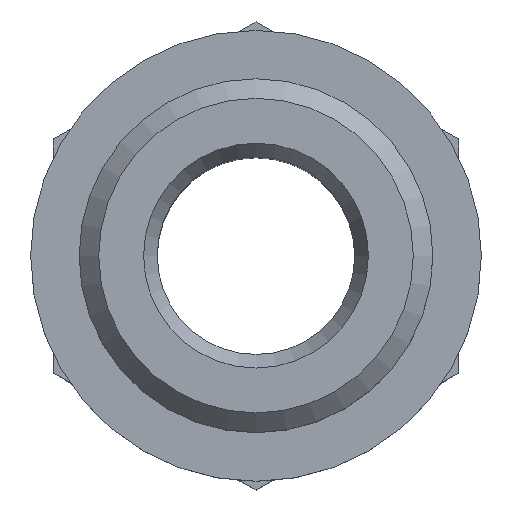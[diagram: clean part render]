
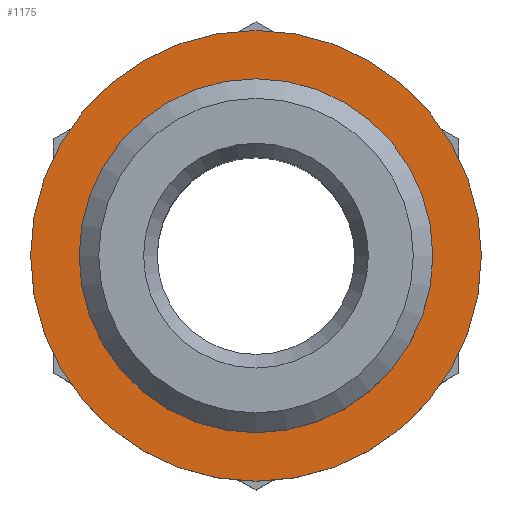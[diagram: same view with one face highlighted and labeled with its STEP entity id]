
A CAD part, top view. The second image highlights one B-rep face of the part: STEP entity #1175.
In plain terms, the highlighted planar face has unit normal (0, 0, 1).
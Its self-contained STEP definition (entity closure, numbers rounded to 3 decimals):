
#45=PLANE('',#1279);
#154=CIRCLE('',#1278,10.478);
#155=CIRCLE('',#1280,13.35);
#333=ORIENTED_EDGE('',*,*,#443,.F.);
#334=ORIENTED_EDGE('',*,*,#442,.T.);
#442=EDGE_CURVE('',#514,#514,#154,.T.);
#443=EDGE_CURVE('',#515,#515,#155,.T.);
#514=VERTEX_POINT('',#1832);
#515=VERTEX_POINT('',#1835);
#618=EDGE_LOOP('',(#333));
#619=EDGE_LOOP('',(#334));
#706=FACE_BOUND('',#618,.T.);
#707=FACE_BOUND('',#619,.T.);
#1175=ADVANCED_FACE('',(#706,#707),#45,.F.);
#1278=AXIS2_PLACEMENT_3D('',#1831,#1499,#1500);
#1279=AXIS2_PLACEMENT_3D('',#1833,#1501,#1502);
#1280=AXIS2_PLACEMENT_3D('',#1834,#1503,#1504);
#1499=DIRECTION('',(0.,0.,-1.));
#1500=DIRECTION('',(-1.,0.,0.));
#1501=DIRECTION('',(0.,0.,-1.));
#1502=DIRECTION('',(-1.,0.,0.));
#1503=DIRECTION('',(0.,0.,-1.));
#1504=DIRECTION('',(-1.,0.,0.));
#1831=CARTESIAN_POINT('',(0.,0.,-8.15));
#1832=CARTESIAN_POINT('',(-10.478,0.,-8.15));
#1833=CARTESIAN_POINT('',(0.,10.478,-8.15));
#1834=CARTESIAN_POINT('',(0.,0.,-8.15));
#1835=CARTESIAN_POINT('',(-13.35,0.,-8.15));
